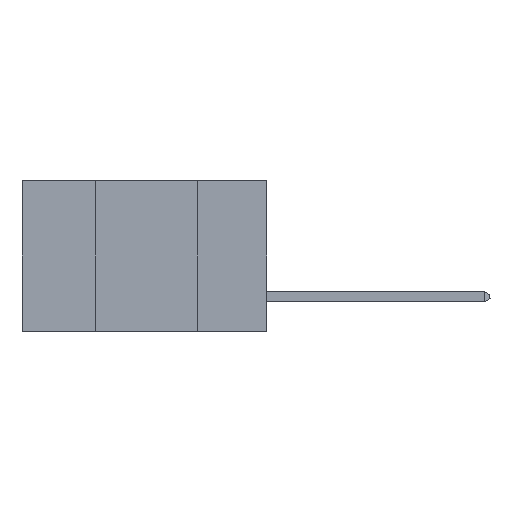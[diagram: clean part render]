
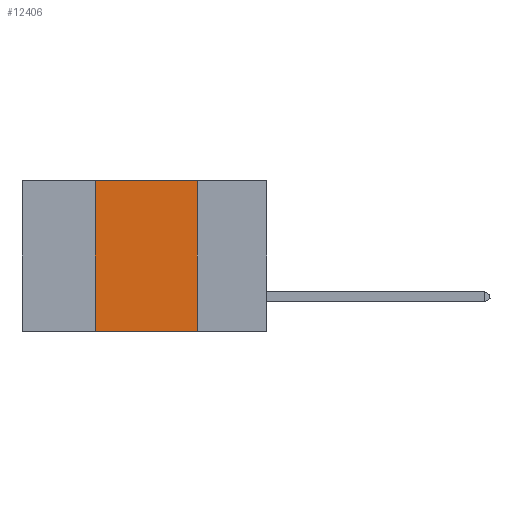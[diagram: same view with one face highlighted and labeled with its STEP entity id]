
A CAD part, left-side view. The second image highlights one B-rep face of the part: STEP entity #12406.
In plain terms, the highlighted planar face has unit normal (-1, 0, 0).
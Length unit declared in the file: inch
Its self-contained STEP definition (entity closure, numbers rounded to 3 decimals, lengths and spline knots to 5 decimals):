
#210 = ORIENTED_EDGE ( 'NONE', *, *, #8310, .T. ) ;
#641 = CARTESIAN_POINT ( 'NONE',  ( 0., 0.42, 0. ) ) ;
#681 = DIRECTION ( 'NONE',  ( 0., 0., -1. ) ) ;
#741 = VERTEX_POINT ( 'NONE', #3387 ) ;
#1082 = CARTESIAN_POINT ( 'NONE',  ( 0., 0.6, -0.37 ) ) ;
#1729 = VERTEX_POINT ( 'NONE', #5202 ) ;
#1820 = EDGE_CURVE ( 'NONE', #741, #5763, #2857, .T. ) ;
#2386 = DIRECTION ( 'NONE',  ( 1., 0., 0. ) ) ;
#2857 = LINE ( 'NONE', #17880, #4584 ) ;
#2886 = EDGE_CURVE ( 'NONE', #5763, #19506, #7032, .T. ) ;
#3278 = LINE ( 'NONE', #1082, #16784 ) ;
#3387 = CARTESIAN_POINT ( 'NONE',  ( 0., 0.42, -0.37 ) ) ;
#3457 = DIRECTION ( 'NONE',  ( 0., 0., 1. ) ) ;
#4333 = ORIENTED_EDGE ( 'NONE', *, *, #2886, .F. ) ;
#4364 = LINE ( 'NONE', #11572, #4599 ) ;
#4584 = VECTOR ( 'NONE', #3457, 39.37008 ) ;
#4599 = VECTOR ( 'NONE', #4925, 39.37008 ) ;
#4925 = DIRECTION ( 'NONE',  ( 0., 0., -1. ) ) ;
#5202 = CARTESIAN_POINT ( 'NONE',  ( 0., 0.17, -0.37 ) ) ;
#5514 = DIRECTION ( 'NONE',  ( 0., -1., 0. ) ) ;
#5763 = VERTEX_POINT ( 'NONE', #641 ) ;
#6819 = ORIENTED_EDGE ( 'NONE', *, *, #1820, .F. ) ;
#7032 = LINE ( 'NONE', #7242, #15784 ) ;
#7242 = CARTESIAN_POINT ( 'NONE',  ( 0., 0.6, 0. ) ) ;
#8310 = EDGE_CURVE ( 'NONE', #741, #1729, #3278, .T. ) ;
#8504 = ORIENTED_EDGE ( 'NONE', *, *, #17497, .F. ) ;
#11356 = AXIS2_PLACEMENT_3D ( 'NONE', #18394, #2386, #681 ) ;
#11572 = CARTESIAN_POINT ( 'NONE',  ( 0., 0.17, 0. ) ) ;
#11942 = PLANE ( 'NONE',  #11356 ) ;
#12406 = ADVANCED_FACE ( 'NONE', ( #18077 ), #11942, .F. ) ;
#15184 = EDGE_LOOP ( 'NONE', ( #8504, #4333, #6819, #210 ) ) ;
#15784 = VECTOR ( 'NONE', #16898, 39.37008 ) ;
#16784 = VECTOR ( 'NONE', #5514, 39.37008 ) ;
#16898 = DIRECTION ( 'NONE',  ( 0., -1., 0. ) ) ;
#17497 = EDGE_CURVE ( 'NONE', #19506, #1729, #4364, .T. ) ;
#17880 = CARTESIAN_POINT ( 'NONE',  ( 0., 0.42, 0. ) ) ;
#18077 = FACE_OUTER_BOUND ( 'NONE', #15184, .T. ) ;
#18394 = CARTESIAN_POINT ( 'NONE',  ( 0., 0.6, 0. ) ) ;
#18740 = CARTESIAN_POINT ( 'NONE',  ( 0., 0.17, 0. ) ) ;
#19506 = VERTEX_POINT ( 'NONE', #18740 ) ;
